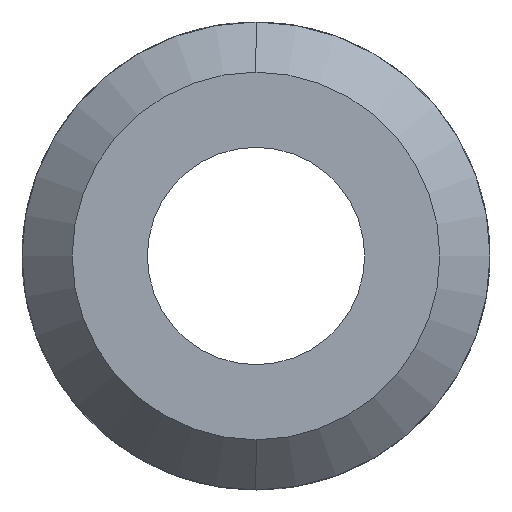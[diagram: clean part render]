
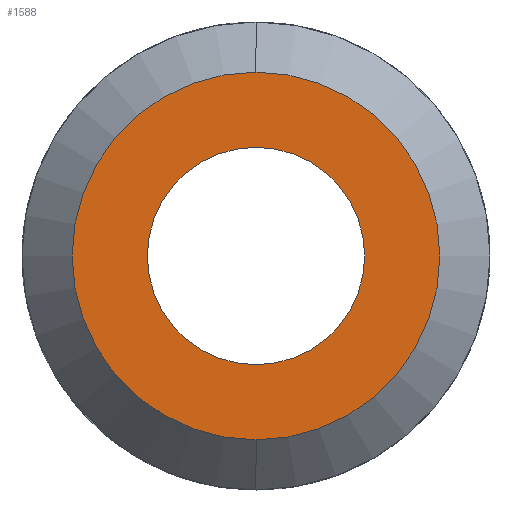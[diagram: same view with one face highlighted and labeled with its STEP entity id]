
A CAD part, left-side view. The second image highlights one B-rep face of the part: STEP entity #1588.
In plain terms, the highlighted planar face has unit normal (-1, 0, 0).
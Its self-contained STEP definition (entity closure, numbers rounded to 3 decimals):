
#10 = ORIENTED_EDGE ( 'NONE', *, *, #100, .F. ) ;
#25 = VERTEX_POINT ( 'NONE', #1522 ) ;
#39 = CARTESIAN_POINT ( 'NONE',  ( -36.363, 5.5, 0. ) ) ;
#61 = DIRECTION ( 'NONE',  ( -1., 0., 0. ) ) ;
#94 = CARTESIAN_POINT ( 'NONE',  ( -36.363, 0., 0. ) ) ;
#100 = EDGE_CURVE ( 'NONE', #1292, #1123, #581, .T. ) ;
#128 = CIRCLE ( 'NONE', #1641, 5.5 ) ;
#185 = DIRECTION ( 'NONE',  ( -1., 0., 0. ) ) ;
#186 = DIRECTION ( 'NONE',  ( 0., 0., -1. ) ) ;
#225 = AXIS2_PLACEMENT_3D ( 'NONE', #743, #61, #1250 ) ;
#233 = AXIS2_PLACEMENT_3D ( 'NONE', #39, #1382, #186 ) ;
#246 = VERTEX_POINT ( 'NONE', #2061 ) ;
#341 = FACE_OUTER_BOUND ( 'NONE', #1366, .T. ) ;
#424 = EDGE_CURVE ( 'NONE', #25, #246, #128, .T. ) ;
#439 = CIRCLE ( 'NONE', #225, 3.25 ) ;
#486 = EDGE_CURVE ( 'NONE', #246, #25, #1923, .T. ) ;
#581 = CIRCLE ( 'NONE', #1190, 3.25 ) ;
#743 = CARTESIAN_POINT ( 'NONE',  ( -36.363, 0., 0. ) ) ;
#799 = DIRECTION ( 'NONE',  ( -1., 0., 0. ) ) ;
#808 = EDGE_CURVE ( 'NONE', #1123, #1292, #439, .T. ) ;
#836 = ORIENTED_EDGE ( 'NONE', *, *, #424, .T. ) ;
#847 = EDGE_LOOP ( 'NONE', ( #1798, #10 ) ) ;
#863 = DIRECTION ( 'NONE',  ( 0., 0., 1. ) ) ;
#954 = DIRECTION ( 'NONE',  ( -1., 0., 0. ) ) ;
#977 = AXIS2_PLACEMENT_3D ( 'NONE', #1131, #799, #1603 ) ;
#1028 = CARTESIAN_POINT ( 'NONE',  ( -36.363, 0., 0. ) ) ;
#1120 = DIRECTION ( 'NONE',  ( 0., 0., 1. ) ) ;
#1123 = VERTEX_POINT ( 'NONE', #2034 ) ;
#1131 = CARTESIAN_POINT ( 'NONE',  ( -36.363, 0., 0. ) ) ;
#1178 = ORIENTED_EDGE ( 'NONE', *, *, #486, .T. ) ;
#1190 = AXIS2_PLACEMENT_3D ( 'NONE', #1028, #185, #863 ) ;
#1195 = PLANE ( 'NONE',  #233 ) ;
#1250 = DIRECTION ( 'NONE',  ( 0., 0., 1. ) ) ;
#1292 = VERTEX_POINT ( 'NONE', #1826 ) ;
#1366 = EDGE_LOOP ( 'NONE', ( #1178, #836 ) ) ;
#1382 = DIRECTION ( 'NONE',  ( 1., 0., 0. ) ) ;
#1522 = CARTESIAN_POINT ( 'NONE',  ( -36.363, 0., 5.5 ) ) ;
#1588 = ADVANCED_FACE ( 'NONE', ( #1723, #341 ), #1195, .F. ) ;
#1603 = DIRECTION ( 'NONE',  ( 0., 0., 1. ) ) ;
#1641 = AXIS2_PLACEMENT_3D ( 'NONE', #94, #954, #1120 ) ;
#1723 = FACE_BOUND ( 'NONE', #847, .T. ) ;
#1798 = ORIENTED_EDGE ( 'NONE', *, *, #808, .F. ) ;
#1826 = CARTESIAN_POINT ( 'NONE',  ( -36.363, 0., -3.25 ) ) ;
#1923 = CIRCLE ( 'NONE', #977, 5.5 ) ;
#2034 = CARTESIAN_POINT ( 'NONE',  ( -36.363, 0., 3.25 ) ) ;
#2061 = CARTESIAN_POINT ( 'NONE',  ( -36.363, 0., -5.5 ) ) ;
